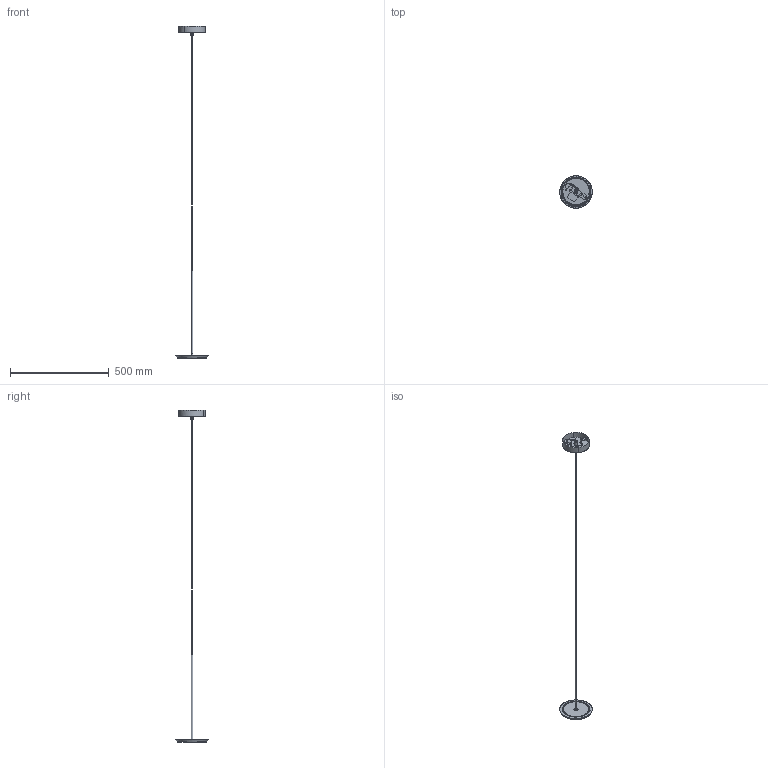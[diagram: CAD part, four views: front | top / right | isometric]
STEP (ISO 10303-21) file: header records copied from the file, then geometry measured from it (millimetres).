
FILE_DESCRIPTION (( 'STEP AP203' ), '1' );
FILE_NAME ('sky-pendant-solo.STEP', '2020-09-15T19:39:45', ( '' ), ( '' ), 'SwSTEP 2.0', 'SolidWorks 2019', '' );
FILE_SCHEMA (( 'CONFIG_CONTROL_DESIGN' ));
Length unit declared in the file: inch
Products named in the file (26): _0001.stp.stp; Bola, Cable.stp; BOLA_CANOPY_125.stp.stp; ULight, Pendant Strainrelief.step.stp; ULight, Pendant LGP.step.stp; 0002.stp.stp; Document.stp; Bola, Canopy, 2C, Mount Bracket.stp; ULight, Pendant Head Connector.step.stp; 0.stp.stp; sky-pendant-solo.stp; ULight, Pendant , Diffuser Lens Upper.step.stp; CLO-0511 Cielo Reflector-LI01.step.stp; 0005.stp.stp; sky-pendant-solo; CLO-2003 Cielo Inner Ring.step.stp; CLO-2002 Cielo Lens.step.stp; 000.stp.stp; ULight, Pendant Diffuser Upper.step.stp; ULight, Post Extension_17_ Post, Smooth.stp; _M6000.stp.stp; ULight, Pendant Diffuser Lower.step.stp; Block 01.stp; Bola Canopy, 2C, Canopy Cover Nut, v2.stp; 0-0.stp.stp; ULight, Pendant , Diffuser Lens Adhesive.step.stp
Assembly tree (26 placements, depth 4):
  sky-pendant-solo
    sky-pendant-solo.stp
      _0001.stp.stp
        Block 01.stp
      0002.stp.stp
      0.stp.stp
      0005.stp.stp
      000.stp.stp
      _M6000.stp.stp  x2
      0-0.stp.stp
      BOLA_CANOPY_125.stp.stp
      Bola, Canopy, 2C, Mount Bracket.stp
      ULight, Pendant , Diffuser Lens Upper.step.stp
      CLO-2003 Cielo Inner Ring.step.stp
      ULight, Pendant Diffuser Upper.step.stp
      ULight, Pendant Diffuser Lower.step.stp
      ULight, Pendant , Diffuser Lens Adhesive.step.stp
      ULight, Pendant Strainrelief.step.stp
      ULight, Pendant LGP.step.stp
      ULight, Pendant Head Connector.step.stp
      CLO-0511 Cielo Reflector-LI01.step.stp
      CLO-2002 Cielo Lens.step.stp
      ULight, Post Extension_17_ Post, Smooth.stp
      Bola Canopy, 2C, Canopy Cover Nut, v2.stp
      Bola, Cable.stp
      Document.stp
Bounding box: 164.16 x 164.17 x 1677.59 mm (x, y, z)
Volume: 280262.5 mm3; surface area: 380369.8 mm2
Topology: 24 solids, 29 shells, 1093 faces, 2823 edges, 1805 vertices
Faces by surface type: plane 581, bspline 512
Entity records: 53465 total; most frequent: CARTESIAN_POINT 32794, ORIENTED_EDGE 5476, EDGE_CURVE 2744, B_SPLINE_CURVE_WITH_KNOTS 2042, VERTEX_POINT 1753, DIRECTION 1206, EDGE_LOOP 1127, FACE_OUTER_BOUND 1062
